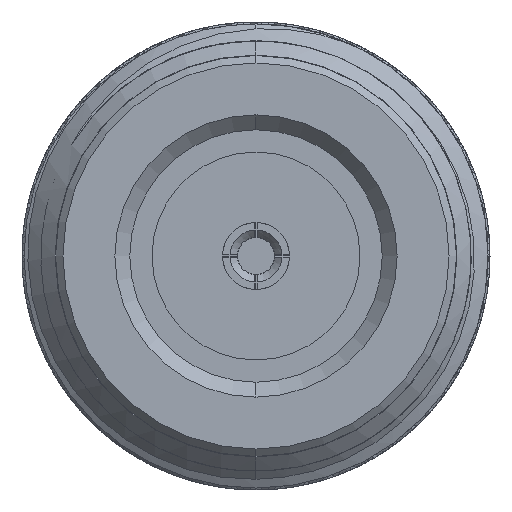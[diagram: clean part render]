
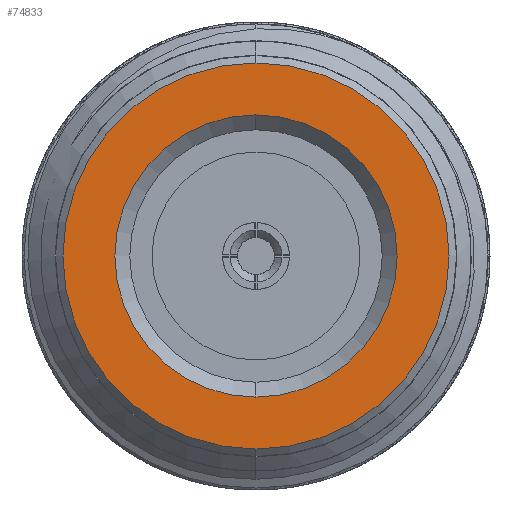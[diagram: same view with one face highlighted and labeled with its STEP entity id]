
A CAD part, left-side view. The second image highlights one B-rep face of the part: STEP entity #74833.
In plain terms, the highlighted planar face has unit normal (-1, 0, 0).
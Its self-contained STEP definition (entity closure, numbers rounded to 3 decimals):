
#4441 = FACE_OUTER_BOUND ( 'NONE', #39555, .T. ) ;
#7034 = ORIENTED_EDGE ( 'NONE', *, *, #30245, .F. ) ;
#10991 = CARTESIAN_POINT ( 'NONE',  ( 0., 0., 0. ) ) ;
#11283 = CIRCLE ( 'NONE', #58460, 6.604 ) ;
#14328 = CIRCLE ( 'NONE', #60246, 4.826 ) ;
#15314 = CARTESIAN_POINT ( 'NONE',  ( 0., 0., -4.826 ) ) ;
#16104 = CIRCLE ( 'NONE', #59364, 4.826 ) ;
#20745 = DIRECTION ( 'NONE',  ( 1., 0., 0. ) ) ;
#21352 = CIRCLE ( 'NONE', #24029, 6.604 ) ;
#22106 = DIRECTION ( 'NONE',  ( -1., 0., 0. ) ) ;
#23868 = VERTEX_POINT ( 'NONE', #64535 ) ;
#23908 = CARTESIAN_POINT ( 'NONE',  ( 0., 0., 0. ) ) ;
#24029 = AXIS2_PLACEMENT_3D ( 'NONE', #23908, #48962, #67828 ) ;
#29154 = DIRECTION ( 'NONE',  ( 0., 0., 1. ) ) ;
#29492 = CARTESIAN_POINT ( 'NONE',  ( 0., 0., 0. ) ) ;
#30245 = EDGE_CURVE ( 'NONE', #23868, #43965, #11283, .T. ) ;
#34404 = VERTEX_POINT ( 'NONE', #15314 ) ;
#35254 = FACE_BOUND ( 'NONE', #68846, .T. ) ;
#36449 = DIRECTION ( 'NONE',  ( 1., 0., 0. ) ) ;
#39555 = EDGE_LOOP ( 'NONE', ( #7034, #65310 ) ) ;
#40261 = VERTEX_POINT ( 'NONE', #76692 ) ;
#40840 = DIRECTION ( 'NONE',  ( 0., 0., 1. ) ) ;
#43965 = VERTEX_POINT ( 'NONE', #63862 ) ;
#44809 = AXIS2_PLACEMENT_3D ( 'NONE', #29492, #22106, #79534 ) ;
#47262 = CARTESIAN_POINT ( 'NONE',  ( 0., 0., 0. ) ) ;
#48962 = DIRECTION ( 'NONE',  ( 1., 0., 0. ) ) ;
#51533 = ORIENTED_EDGE ( 'NONE', *, *, #65370, .T. ) ;
#58460 = AXIS2_PLACEMENT_3D ( 'NONE', #10991, #36449, #79503 ) ;
#59364 = AXIS2_PLACEMENT_3D ( 'NONE', #47262, #60362, #29154 ) ;
#60246 = AXIS2_PLACEMENT_3D ( 'NONE', #64297, #20745, #40840 ) ;
#60362 = DIRECTION ( 'NONE',  ( 1., 0., 0. ) ) ;
#63862 = CARTESIAN_POINT ( 'NONE',  ( 0., 0., 6.604 ) ) ;
#64297 = CARTESIAN_POINT ( 'NONE',  ( 0., 0., 0. ) ) ;
#64535 = CARTESIAN_POINT ( 'NONE',  ( 0., 0., -6.604 ) ) ;
#65310 = ORIENTED_EDGE ( 'NONE', *, *, #78340, .F. ) ;
#65370 = EDGE_CURVE ( 'NONE', #40261, #34404, #16104, .T. ) ;
#67828 = DIRECTION ( 'NONE',  ( 0., 0., -1. ) ) ;
#68846 = EDGE_LOOP ( 'NONE', ( #51533, #76542 ) ) ;
#70942 = EDGE_CURVE ( 'NONE', #34404, #40261, #14328, .T. ) ;
#72960 = PLANE ( 'NONE',  #44809 ) ;
#74833 = ADVANCED_FACE ( 'NONE', ( #35254, #4441 ), #72960, .T. ) ;
#76542 = ORIENTED_EDGE ( 'NONE', *, *, #70942, .T. ) ;
#76692 = CARTESIAN_POINT ( 'NONE',  ( 0., 0., 4.826 ) ) ;
#78340 = EDGE_CURVE ( 'NONE', #43965, #23868, #21352, .T. ) ;
#79503 = DIRECTION ( 'NONE',  ( 0., 0., -1. ) ) ;
#79534 = DIRECTION ( 'NONE',  ( 0., 0., 1. ) ) ;
